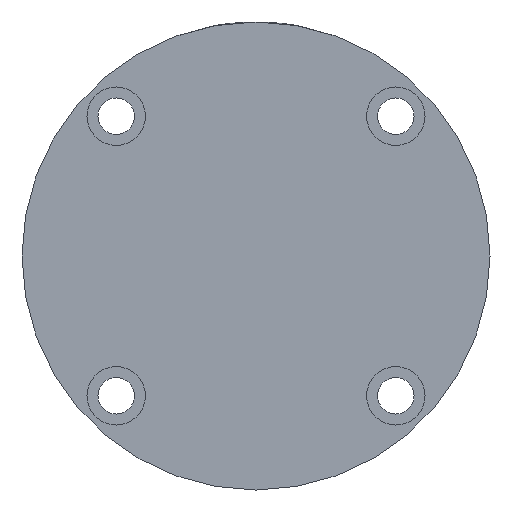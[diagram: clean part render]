
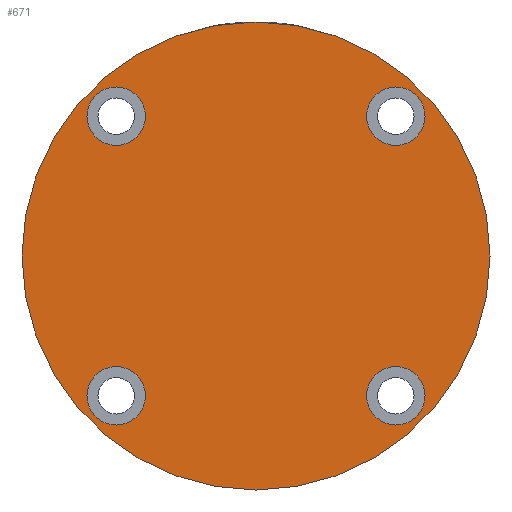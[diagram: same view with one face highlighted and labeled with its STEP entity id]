
A CAD part, left-side view. The second image highlights one B-rep face of the part: STEP entity #671.
In plain terms, the highlighted face is planar.
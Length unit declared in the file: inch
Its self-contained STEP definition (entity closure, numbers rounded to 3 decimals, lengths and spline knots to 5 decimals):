
#29 = AXIS2_PLACEMENT_3D ( 'NONE', #1319, #3773, #1674 ) ;
#65 = ORIENTED_EDGE ( 'NONE', *, *, #3011, .T. ) ;
#73 = DIRECTION ( 'NONE',  ( 0., 0., 1. ) ) ;
#86 = FACE_BOUND ( 'NONE', #1328, .T. ) ;
#140 = ORIENTED_EDGE ( 'NONE', *, *, #1070, .F. ) ;
#389 = CARTESIAN_POINT ( 'NONE',  ( -0.59751, 0.5, -0.72251 ) ) ;
#408 = CIRCLE ( 'NONE', #1727, 0.125 ) ;
#458 = CIRCLE ( 'NONE', #1156, 0.125 ) ;
#526 = CARTESIAN_POINT ( 'NONE',  ( -0.59751, 0.5, 0.72251 ) ) ;
#584 = CIRCLE ( 'NONE', #591, 0.125 ) ;
#586 = CIRCLE ( 'NONE', #1213, 0.125 ) ;
#591 = AXIS2_PLACEMENT_3D ( 'NONE', #795, #3251, #3312 ) ;
#668 = CARTESIAN_POINT ( 'NONE',  ( 0., 0.5, 0. ) ) ;
#671 = ADVANCED_FACE ( 'PLANAR_0', ( #1047, #3946, #2907, #86, #3732 ), #1654, .F. ) ;
#673 = ORIENTED_EDGE ( 'NONE', *, *, #1389, .F. ) ;
#723 = VERTEX_POINT ( 'NONE', #3862 ) ;
#725 = AXIS2_PLACEMENT_3D ( 'NONE', #1303, #3758, #1658 ) ;
#727 = CARTESIAN_POINT ( 'NONE',  ( -0.59751, 0.5, 0.59751 ) ) ;
#758 = CIRCLE ( 'NONE', #1072, 0.125 ) ;
#795 = CARTESIAN_POINT ( 'NONE',  ( -0.59751, 0.5, 0.59751 ) ) ;
#1047 = FACE_BOUND ( 'NONE', #2068, .T. ) ;
#1070 = EDGE_CURVE ( 'NONE', #2775, #1409, #2801, .T. ) ;
#1072 = AXIS2_PLACEMENT_3D ( 'NONE', #3700, #1595, #4057 ) ;
#1076 = VERTEX_POINT ( 'NONE', #4470 ) ;
#1079 = ORIENTED_EDGE ( 'NONE', *, *, #2863, .F. ) ;
#1092 = DIRECTION ( 'NONE',  ( 0., 0., 1. ) ) ;
#1156 = AXIS2_PLACEMENT_3D ( 'NONE', #2001, #4466, #2366 ) ;
#1213 = AXIS2_PLACEMENT_3D ( 'NONE', #727, #3193, #1092 ) ;
#1303 = CARTESIAN_POINT ( 'NONE',  ( 0.59751, 0.5, 0.59751 ) ) ;
#1319 = CARTESIAN_POINT ( 'NONE',  ( 0., 0.5, 0. ) ) ;
#1328 = EDGE_LOOP ( 'NONE', ( #4024, #2383 ) ) ;
#1331 = EDGE_CURVE ( 'NONE', #4129, #3252, #584, .T. ) ;
#1381 = DIRECTION ( 'NONE',  ( 0., -1., 0. ) ) ;
#1389 = EDGE_CURVE ( 'NONE', #3501, #1076, #758, .T. ) ;
#1409 = VERTEX_POINT ( 'NONE', #1949 ) ;
#1447 = AXIS2_PLACEMENT_3D ( 'NONE', #3823, #1721, #4186 ) ;
#1538 = EDGE_CURVE ( 'NONE', #3435, #2550, #2297, .T. ) ;
#1566 = CARTESIAN_POINT ( 'NONE',  ( 0.59751, 0.5, -0.59751 ) ) ;
#1595 = DIRECTION ( 'NONE',  ( 0., 1., 0. ) ) ;
#1618 = EDGE_CURVE ( 'NONE', #1076, #3501, #2090, .T. ) ;
#1654 = PLANE ( 'NONE',  #2490 ) ;
#1658 = DIRECTION ( 'NONE',  ( 0., 0., 1. ) ) ;
#1674 = DIRECTION ( 'NONE',  ( 0., 0., 1. ) ) ;
#1721 = DIRECTION ( 'NONE',  ( 0., 1., 0. ) ) ;
#1727 = AXIS2_PLACEMENT_3D ( 'NONE', #1889, #4353, #2254 ) ;
#1746 = CIRCLE ( 'NONE', #3631, 0.125 ) ;
#1887 = ORIENTED_EDGE ( 'NONE', *, *, #2114, .F. ) ;
#1889 = CARTESIAN_POINT ( 'NONE',  ( 0.59751, 0.5, -0.59751 ) ) ;
#1918 = DIRECTION ( 'NONE',  ( 0., 0., 1. ) ) ;
#1931 = CARTESIAN_POINT ( 'NONE',  ( 0.59751, 0.5, 0.47251 ) ) ;
#1949 = CARTESIAN_POINT ( 'NONE',  ( 0.59751, 0.5, 0.72251 ) ) ;
#2001 = CARTESIAN_POINT ( 'NONE',  ( 0.59751, 0.5, 0.59751 ) ) ;
#2068 = EDGE_LOOP ( 'NONE', ( #2552, #673 ) ) ;
#2090 = CIRCLE ( 'NONE', #1447, 0.125 ) ;
#2114 = EDGE_CURVE ( 'NONE', #723, #2934, #1746, .T. ) ;
#2205 = DIRECTION ( 'NONE',  ( 0., 1., 0. ) ) ;
#2254 = DIRECTION ( 'NONE',  ( 0., 0., 1. ) ) ;
#2297 = CIRCLE ( 'NONE', #29, 1. ) ;
#2366 = DIRECTION ( 'NONE',  ( 0., 0., 1. ) ) ;
#2383 = ORIENTED_EDGE ( 'NONE', *, *, #1331, .F. ) ;
#2490 = AXIS2_PLACEMENT_3D ( 'NONE', #668, #1381, #3840 ) ;
#2550 = VERTEX_POINT ( 'NONE', #3680 ) ;
#2552 = ORIENTED_EDGE ( 'NONE', *, *, #1618, .F. ) ;
#2556 = ORIENTED_EDGE ( 'NONE', *, *, #2710, .F. ) ;
#2623 = ORIENTED_EDGE ( 'NONE', *, *, #1538, .T. ) ;
#2710 = EDGE_CURVE ( 'NONE', #2934, #723, #408, .T. ) ;
#2748 = CARTESIAN_POINT ( 'NONE',  ( 0.59751, 0.5, -0.47251 ) ) ;
#2775 = VERTEX_POINT ( 'NONE', #1931 ) ;
#2801 = CIRCLE ( 'NONE', #725, 0.125 ) ;
#2812 = CARTESIAN_POINT ( 'NONE',  ( 0., 0.5, 1. ) ) ;
#2863 = EDGE_CURVE ( 'NONE', #1409, #2775, #458, .T. ) ;
#2907 = FACE_BOUND ( 'NONE', #2953, .T. ) ;
#2934 = VERTEX_POINT ( 'NONE', #2748 ) ;
#2953 = EDGE_LOOP ( 'NONE', ( #1079, #140 ) ) ;
#3011 = EDGE_CURVE ( 'NONE', #2550, #3435, #3547, .T. ) ;
#3116 = EDGE_LOOP ( 'NONE', ( #2623, #65 ) ) ;
#3193 = DIRECTION ( 'NONE',  ( 0., 1., 0. ) ) ;
#3251 = DIRECTION ( 'NONE',  ( 0., 1., 0. ) ) ;
#3252 = VERTEX_POINT ( 'NONE', #526 ) ;
#3275 = AXIS2_PLACEMENT_3D ( 'NONE', #4299, #2205, #73 ) ;
#3312 = DIRECTION ( 'NONE',  ( 0., 0., 1. ) ) ;
#3435 = VERTEX_POINT ( 'NONE', #2812 ) ;
#3485 = EDGE_CURVE ( 'NONE', #3252, #4129, #586, .T. ) ;
#3501 = VERTEX_POINT ( 'NONE', #389 ) ;
#3547 = CIRCLE ( 'NONE', #3275, 1. ) ;
#3631 = AXIS2_PLACEMENT_3D ( 'NONE', #1566, #4023, #1918 ) ;
#3680 = CARTESIAN_POINT ( 'NONE',  ( 0., 0.5, -1. ) ) ;
#3700 = CARTESIAN_POINT ( 'NONE',  ( -0.59751, 0.5, -0.59751 ) ) ;
#3732 = FACE_OUTER_BOUND ( 'NONE', #3116, .T. ) ;
#3758 = DIRECTION ( 'NONE',  ( 0., 1., 0. ) ) ;
#3773 = DIRECTION ( 'NONE',  ( 0., 1., 0. ) ) ;
#3823 = CARTESIAN_POINT ( 'NONE',  ( -0.59751, 0.5, -0.59751 ) ) ;
#3840 = DIRECTION ( 'NONE',  ( 0., 0., -1. ) ) ;
#3862 = CARTESIAN_POINT ( 'NONE',  ( 0.59751, 0.5, -0.72251 ) ) ;
#3924 = EDGE_LOOP ( 'NONE', ( #2556, #1887 ) ) ;
#3946 = FACE_BOUND ( 'NONE', #3924, .T. ) ;
#4023 = DIRECTION ( 'NONE',  ( 0., 1., 0. ) ) ;
#4024 = ORIENTED_EDGE ( 'NONE', *, *, #3485, .F. ) ;
#4057 = DIRECTION ( 'NONE',  ( 0., 0., 1. ) ) ;
#4129 = VERTEX_POINT ( 'NONE', #4444 ) ;
#4186 = DIRECTION ( 'NONE',  ( 0., 0., 1. ) ) ;
#4299 = CARTESIAN_POINT ( 'NONE',  ( 0., 0.5, 0. ) ) ;
#4353 = DIRECTION ( 'NONE',  ( 0., 1., 0. ) ) ;
#4444 = CARTESIAN_POINT ( 'NONE',  ( -0.59751, 0.5, 0.47251 ) ) ;
#4466 = DIRECTION ( 'NONE',  ( 0., 1., 0. ) ) ;
#4470 = CARTESIAN_POINT ( 'NONE',  ( -0.59751, 0.5, -0.47251 ) ) ;
